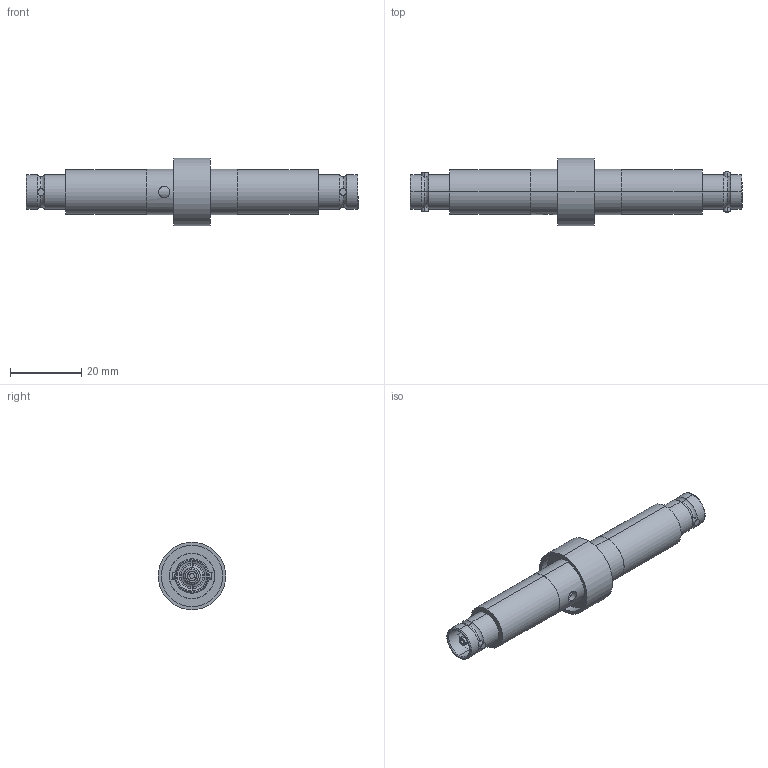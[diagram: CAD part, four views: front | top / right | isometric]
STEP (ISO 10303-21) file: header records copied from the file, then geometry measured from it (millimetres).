
FILE_DESCRIPTION (( 'STEP AP203' ), '1' );
FILE_NAME ('A0471-2-W.STEP', '2012-06-06T13:28:36', ( '' ), ( '' ), 'SwSTEP 2.0', 'SolidWorks 2012', '' );
FILE_SCHEMA (( 'CONFIG_CONTROL_DESIGN' ));
Length unit declared in the file: inch
Products named in the file (1): A0471-2-W
Bounding box: 92.9 x 18.92 x 18.92 mm (x, y, z)
Volume: 7328.7 mm3; surface area: 10428.3 mm2
Topology: 1 solids, 2 shells, 241 faces, 524 edges, 324 vertices
Faces by surface type: cylinder 122, plane 55, torus 32, cone 28, sphere 4
Entity records: 7431 total; most frequent: CARTESIAN_POINT 1836, DIRECTION 1306, ORIENTED_EDGE 1048, AXIS2_PLACEMENT_3D 564, EDGE_CURVE 524, VERTEX_POINT 324, CIRCLE 322, EDGE_LOOP 280
